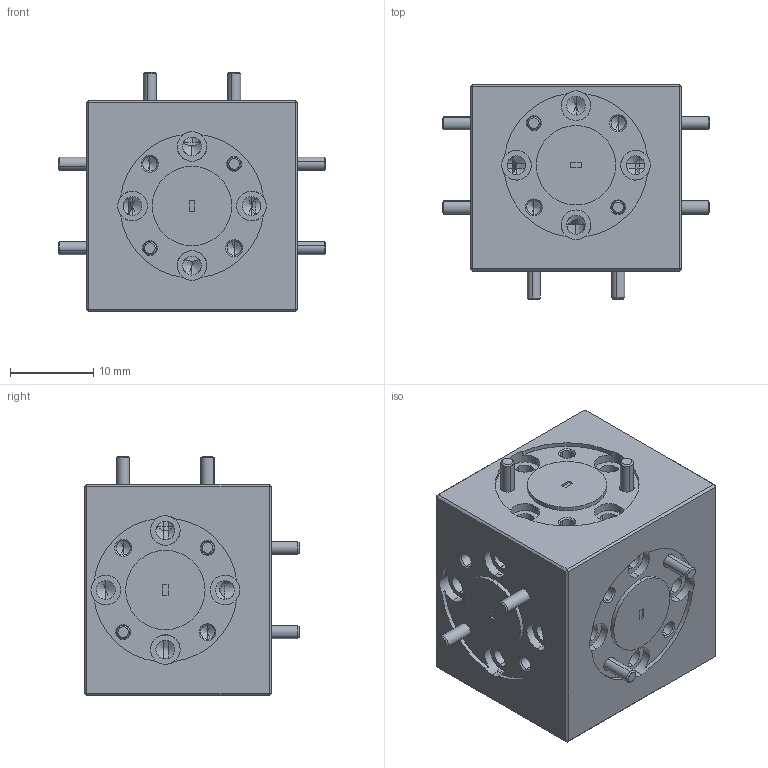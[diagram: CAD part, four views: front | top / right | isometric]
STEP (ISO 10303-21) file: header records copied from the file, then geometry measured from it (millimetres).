
FILE_DESCRIPTION (( 'STEP AP203' ), '1' );
FILE_NAME ('SWM-14422420-05-SB.STEP', '2022-02-01T20:23:42', ( '' ), ( '' ), 'SwSTEP 2.0', 'SolidWorks 2021', '' );
FILE_SCHEMA (( 'CONFIG_CONTROL_DESIGN' ));
Length unit declared in the file: inch
Products named in the file (1): SWM-14422420-05-SB
Bounding box: 32.13 x 25.72 x 28.77 mm (x, y, z)
Volume: 13329.6 mm3; surface area: 5866.9 mm2
Topology: 9 solids, 10 shells, 566 faces, 1326 edges, 776 vertices
Faces by surface type: plane 195, cone 194, cylinder 171, bspline 6
Entity records: 16498 total; most frequent: CARTESIAN_POINT 3560, DIRECTION 2839, ORIENTED_EDGE 2544, EDGE_CURVE 1272, AXIS2_PLACEMENT_3D 1093, VERTEX_POINT 776, VECTOR 653, LINE 653
